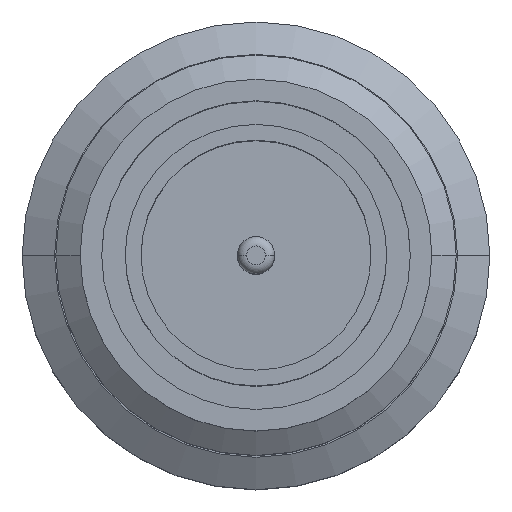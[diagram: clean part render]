
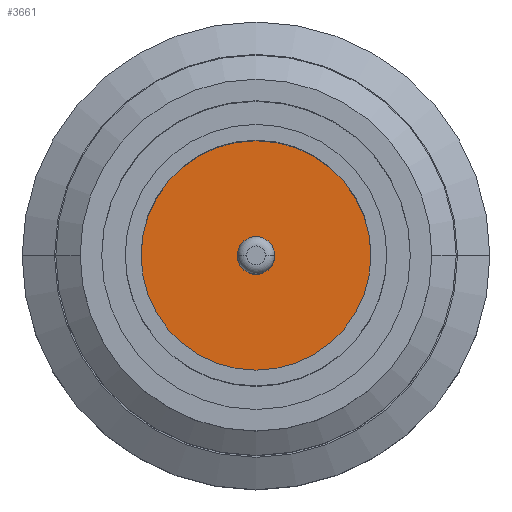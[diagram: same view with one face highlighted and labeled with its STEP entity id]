
A CAD part, top view. The second image highlights one B-rep face of the part: STEP entity #3661.
In plain terms, the highlighted planar face has unit normal (0, 0, 1).
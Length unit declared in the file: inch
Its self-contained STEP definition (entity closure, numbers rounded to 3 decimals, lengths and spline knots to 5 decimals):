
#170 = ORIENTED_EDGE ( 'NONE', *, *, #1462, .F. ) ;
#200 = EDGE_LOOP ( 'NONE', ( #1460, #170 ) ) ;
#256 = CARTESIAN_POINT ( 'NONE',  ( 0., 0., -0.361 ) ) ;
#447 = VERTEX_POINT ( 'NONE', #3398 ) ;
#652 = ORIENTED_EDGE ( 'NONE', *, *, #2206, .F. ) ;
#757 = CIRCLE ( 'NONE', #3927, 0.12289 ) ;
#825 = DIRECTION ( 'NONE',  ( 0., 0., -1. ) ) ;
#1103 = AXIS2_PLACEMENT_3D ( 'NONE', #3113, #2208, #5841 ) ;
#1183 = FACE_OUTER_BOUND ( 'NONE', #200, .T. ) ;
#1217 = DIRECTION ( 'NONE',  ( 0., 0., 1. ) ) ;
#1287 = DIRECTION ( 'NONE',  ( 1., 0., 0. ) ) ;
#1460 = ORIENTED_EDGE ( 'NONE', *, *, #3384, .F. ) ;
#1462 = EDGE_CURVE ( 'NONE', #5837, #4939, #757, .T. ) ;
#1710 = CARTESIAN_POINT ( 'NONE',  ( 0., 0., -0.361 ) ) ;
#1826 = DIRECTION ( 'NONE',  ( 1., 0., 0. ) ) ;
#2206 = EDGE_CURVE ( 'NONE', #447, #4311, #5007, .T. ) ;
#2208 = DIRECTION ( 'NONE',  ( 0., 0., 1. ) ) ;
#3012 = EDGE_CURVE ( 'NONE', #4311, #447, #4962, .T. ) ;
#3113 = CARTESIAN_POINT ( 'NONE',  ( 0., 0., -0.361 ) ) ;
#3232 = CARTESIAN_POINT ( 'NONE',  ( 0.02, 0., -0.361 ) ) ;
#3384 = EDGE_CURVE ( 'NONE', #4939, #5837, #5274, .T. ) ;
#3398 = CARTESIAN_POINT ( 'NONE',  ( -0.02, 0., -0.361 ) ) ;
#3661 = ADVANCED_FACE ( 'NONE', ( #1183, #5852 ), #5396, .T. ) ;
#3927 = AXIS2_PLACEMENT_3D ( 'NONE', #5942, #4912, #1826 ) ;
#3935 = AXIS2_PLACEMENT_3D ( 'NONE', #1710, #5432, #1287 ) ;
#3996 = AXIS2_PLACEMENT_3D ( 'NONE', #256, #1217, #4445 ) ;
#4311 = VERTEX_POINT ( 'NONE', #3232 ) ;
#4422 = DIRECTION ( 'NONE',  ( 1., 0., 0. ) ) ;
#4445 = DIRECTION ( 'NONE',  ( 1., 0., 0. ) ) ;
#4454 = CARTESIAN_POINT ( 'NONE',  ( 0., 0., -0.361 ) ) ;
#4873 = AXIS2_PLACEMENT_3D ( 'NONE', #4454, #825, #4422 ) ;
#4912 = DIRECTION ( 'NONE',  ( 0., 0., -1. ) ) ;
#4939 = VERTEX_POINT ( 'NONE', #5812 ) ;
#4962 = CIRCLE ( 'NONE', #1103, 0.02 ) ;
#5007 = CIRCLE ( 'NONE', #3935, 0.02 ) ;
#5274 = CIRCLE ( 'NONE', #4873, 0.12289 ) ;
#5396 = PLANE ( 'NONE',  #3996 ) ;
#5432 = DIRECTION ( 'NONE',  ( 0., 0., 1. ) ) ;
#5715 = EDGE_LOOP ( 'NONE', ( #652, #5743 ) ) ;
#5743 = ORIENTED_EDGE ( 'NONE', *, *, #3012, .F. ) ;
#5812 = CARTESIAN_POINT ( 'NONE',  ( -0.12289, 0., -0.361 ) ) ;
#5826 = CARTESIAN_POINT ( 'NONE',  ( 0.12289, 0., -0.361 ) ) ;
#5837 = VERTEX_POINT ( 'NONE', #5826 ) ;
#5841 = DIRECTION ( 'NONE',  ( 1., 0., 0. ) ) ;
#5852 = FACE_BOUND ( 'NONE', #5715, .T. ) ;
#5942 = CARTESIAN_POINT ( 'NONE',  ( 0., 0., -0.361 ) ) ;
